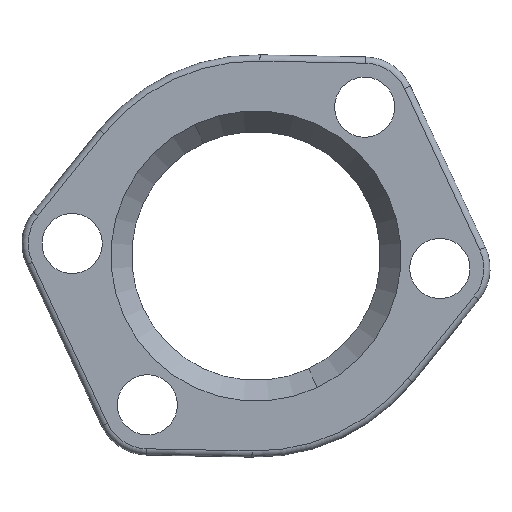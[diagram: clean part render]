
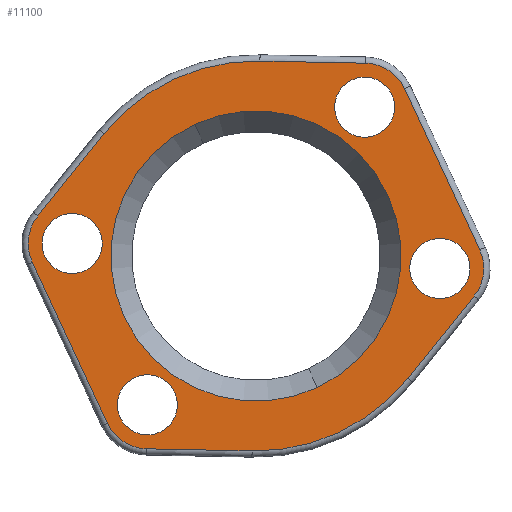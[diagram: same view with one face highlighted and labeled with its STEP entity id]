
A CAD part, front view. The second image highlights one B-rep face of the part: STEP entity #11100.
In plain terms, the highlighted face is planar.
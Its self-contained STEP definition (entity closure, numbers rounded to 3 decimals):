
#4790=CARTESIAN_POINT('',(-28.7,38.9,30.));
#4800=VERTEX_POINT('',#4790);
#4830=CARTESIAN_POINT('',(-21.45,38.9,30.));
#4840=DIRECTION('',(0.,0.,-1.));
#4850=DIRECTION('',(-1.,0.,0.));
#4860=AXIS2_PLACEMENT_3D('',#4830,#4840,#4850);
#4870=CIRCLE('',#4860,7.25);
#4880=CARTESIAN_POINT('',(-14.2,38.9,30.));
#4890=VERTEX_POINT('',#4880);
#4900=EDGE_CURVE('',#4800,#4890,#4870,.T.);
#6840=CARTESIAN_POINT('',(28.7,-38.9,30.));
#6850=VERTEX_POINT('',#6840);
#6880=CARTESIAN_POINT('',(21.45,-38.9,30.));
#6890=DIRECTION('',(0.,0.,-1.));
#6900=DIRECTION('',(-1.,0.,0.));
#6910=AXIS2_PLACEMENT_3D('',#6880,#6890,#6900);
#6920=CIRCLE('',#6910,7.25);
#6930=CARTESIAN_POINT('',(14.2,-38.9,30.));
#6940=VERTEX_POINT('',#6930);
#6950=EDGE_CURVE('',#6850,#6940,#6920,.T.);
#8630=CARTESIAN_POINT('',(0.,-35.,30.));
#8640=VERTEX_POINT('',#8630);
#8760=CARTESIAN_POINT('',(0.,35.,30.));
#8770=VERTEX_POINT('',#8760);
#8800=CARTESIAN_POINT('',(0.,0.,30.));
#8810=DIRECTION('',(0.,0.,-1.));
#8820=DIRECTION('',(0.,1.,0.));
#8830=AXIS2_PLACEMENT_3D('',#8800,#8810,#8820);
#8840=CIRCLE('',#8830,35.);
#8850=EDGE_CURVE('',#8770,#8640,#8840,.T.);
#9420=CARTESIAN_POINT('',(30.965,-43.572,30.));
#9430=VERTEX_POINT('',#9420);
#9520=CARTESIAN_POINT('',(21.45,-49.5,30.));
#9530=VERTEX_POINT('',#9520);
#9560=CARTESIAN_POINT('',(21.45,-38.9,30.));
#9570=DIRECTION('',(0.,0.,1.));
#9580=DIRECTION('',(0.,-1.,0.));
#9590=AXIS2_PLACEMENT_3D('',#9560,#9570,#9580);
#9600=CIRCLE('',#9590,10.6);
#9610=EDGE_CURVE('',#9530,#9430,#9600,.T.);
#9660=CARTESIAN_POINT('',(0.,0.,30.));
#9670=DIRECTION('',(0.,0.,1.));
#9680=DIRECTION('',(1.,0.,0.));
#9690=AXIS2_PLACEMENT_3D('',#9660,#9670,#9680);
#9700=PLANE('',#9690);
#9710=CARTESIAN_POINT('',(21.45,-49.5,30.));
#9720=DIRECTION('',(-1.,0.,0.));
#9730=VECTOR('',#9720,1.);
#9740=LINE('',#9710,#9730);
#9750=CARTESIAN_POINT('',(-21.45,-49.5,30.));
#9760=VERTEX_POINT('',#9750);
#9770=EDGE_CURVE('',#9530,#9760,#9740,.T.);
#9780=ORIENTED_EDGE('',*,*,#9770,.F.);
#9790=CARTESIAN_POINT('',(-21.45,-38.9,30.));
#9800=DIRECTION('',(0.,0.,1.));
#9810=DIRECTION('',(-0.898,-0.441,0.));
#9820=AXIS2_PLACEMENT_3D('',#9790,#9800,#9810);
#9830=CIRCLE('',#9820,10.6);
#9840=CARTESIAN_POINT('',(-30.965,-43.572,30.));
#9850=VERTEX_POINT('',#9840);
#9860=EDGE_CURVE('',#9850,#9760,#9830,.T.);
#9870=ORIENTED_EDGE('',*,*,#9860,.T.);
#9880=CARTESIAN_POINT('',(-42.188,-20.716,30.));
#9890=DIRECTION('',(0.441,-0.898,0.));
#9900=VECTOR('',#9890,1.);
#9910=LINE('',#9880,#9900);
#9920=CARTESIAN_POINT('',(-42.188,-20.716,30.));
#9930=VERTEX_POINT('',#9920);
#9940=EDGE_CURVE('',#9930,#9850,#9910,.T.);
#9950=ORIENTED_EDGE('',*,*,#9940,.T.);
#9960=CARTESIAN_POINT('',(0.,0.,30.));
#9970=DIRECTION('',(0.,0.,1.));
#9980=DIRECTION('',(-0.898,0.441,0.));
#9990=AXIS2_PLACEMENT_3D('',#9960,#9970,#9980);
#10000=CIRCLE('',#9990,47.);
#10010=CARTESIAN_POINT('',(-42.188,20.716,30.));
#10020=VERTEX_POINT('',#10010);
#10030=EDGE_CURVE('',#10020,#9930,#10000,.T.);
#10040=ORIENTED_EDGE('',*,*,#10030,.T.);
#10050=CARTESIAN_POINT('',(-30.965,43.572,30.));
#10060=DIRECTION('',(-0.441,-0.898,0.));
#10070=VECTOR('',#10060,1.);
#10080=LINE('',#10050,#10070);
#10090=CARTESIAN_POINT('',(-30.965,43.572,30.));
#10100=VERTEX_POINT('',#10090);
#10110=EDGE_CURVE('',#10100,#10020,#10080,.T.);
#10120=ORIENTED_EDGE('',*,*,#10110,.T.);
#10130=CARTESIAN_POINT('',(-21.45,38.9,30.));
#10140=DIRECTION('',(0.,0.,1.));
#10150=DIRECTION('',(0.,1.,0.));
#10160=AXIS2_PLACEMENT_3D('',#10130,#10140,#10150);
#10170=CIRCLE('',#10160,10.6);
#10180=CARTESIAN_POINT('',(-21.45,49.5,30.));
#10190=VERTEX_POINT('',#10180);
#10200=EDGE_CURVE('',#10190,#10100,#10170,.T.);
#10210=ORIENTED_EDGE('',*,*,#10200,.T.);
#10220=CARTESIAN_POINT('',(-21.45,49.5,30.));
#10230=DIRECTION('',(1.,0.,0.));
#10240=VECTOR('',#10230,1.);
#10250=LINE('',#10220,#10240);
#10260=CARTESIAN_POINT('',(21.45,49.5,30.));
#10270=VERTEX_POINT('',#10260);
#10280=EDGE_CURVE('',#10190,#10270,#10250,.T.);
#10290=ORIENTED_EDGE('',*,*,#10280,.F.);
#10300=CARTESIAN_POINT('',(21.45,38.9,30.));
#10310=DIRECTION('',(0.,-0.,1.));
#10320=DIRECTION('',(0.898,0.441,0.));
#10330=AXIS2_PLACEMENT_3D('',#10300,#10310,#10320);
#10340=CIRCLE('',#10330,10.6);
#10350=CARTESIAN_POINT('',(30.965,43.572,30.));
#10360=VERTEX_POINT('',#10350);
#10370=EDGE_CURVE('',#10360,#10270,#10340,.T.);
#10380=ORIENTED_EDGE('',*,*,#10370,.T.);
#10390=CARTESIAN_POINT('',(42.188,20.716,30.));
#10400=DIRECTION('',(-0.441,0.898,0.));
#10410=VECTOR('',#10400,1.);
#10420=LINE('',#10390,#10410);
#10430=CARTESIAN_POINT('',(42.188,20.716,30.));
#10440=VERTEX_POINT('',#10430);
#10450=EDGE_CURVE('',#10440,#10360,#10420,.T.);
#10460=ORIENTED_EDGE('',*,*,#10450,.T.);
#10470=CARTESIAN_POINT('',(0.,0.,30.));
#10480=DIRECTION('',(0.,0.,1.));
#10490=DIRECTION('',(0.898,-0.441,0.));
#10500=AXIS2_PLACEMENT_3D('',#10470,#10480,#10490);
#10510=CIRCLE('',#10500,47.);
#10520=CARTESIAN_POINT('',(42.188,-20.716,30.));
#10530=VERTEX_POINT('',#10520);
#10540=EDGE_CURVE('',#10530,#10440,#10510,.T.);
#10550=ORIENTED_EDGE('',*,*,#10540,.T.);
#10560=CARTESIAN_POINT('',(30.965,-43.572,30.));
#10570=DIRECTION('',(0.441,0.898,0.));
#10580=VECTOR('',#10570,1.);
#10590=LINE('',#10560,#10580);
#10600=EDGE_CURVE('',#9430,#10530,#10590,.T.);
#10610=ORIENTED_EDGE('',*,*,#10600,.T.);
#10620=ORIENTED_EDGE('',*,*,#9610,.T.);
#10630=EDGE_LOOP('',(#10620,#10610,#10550,#10460,#10380,#10290,#10210,
#10120,#10040,#9950,#9870,#9780));
#10640=FACE_OUTER_BOUND('',#10630,.T.);
#10650=CARTESIAN_POINT('',(-21.45,-38.9,30.));
#10660=DIRECTION('',(0.,0.,-1.));
#10670=DIRECTION('',(-1.,0.,0.));
#10680=AXIS2_PLACEMENT_3D('',#10650,#10660,#10670);
#10690=CIRCLE('',#10680,7.25);
#10700=CARTESIAN_POINT('',(-14.2,-38.9,30.));
#10710=VERTEX_POINT('',#10700);
#10720=CARTESIAN_POINT('',(-28.7,-38.9,30.));
#10730=VERTEX_POINT('',#10720);
#10740=EDGE_CURVE('',#10710,#10730,#10690,.T.);
#10750=ORIENTED_EDGE('',*,*,#10740,.T.);
#10760=EDGE_CURVE('',#10730,#10710,#10690,.T.);
#10770=ORIENTED_EDGE('',*,*,#10760,.T.);
#10780=EDGE_LOOP('',(#10770,#10750));
#10790=FACE_BOUND('',#10780,.T.);
#10800=EDGE_CURVE('',#6940,#6850,#6920,.T.);
#10810=ORIENTED_EDGE('',*,*,#10800,.T.);
#10820=ORIENTED_EDGE('',*,*,#6950,.T.);
#10830=EDGE_LOOP('',(#10820,#10810));
#10840=FACE_BOUND('',#10830,.T.);
#10850=ORIENTED_EDGE('',*,*,#4900,.T.);
#10860=EDGE_CURVE('',#4890,#4800,#4870,.T.);
#10870=ORIENTED_EDGE('',*,*,#10860,.T.);
#10880=EDGE_LOOP('',(#10870,#10850));
#10890=FACE_BOUND('',#10880,.T.);
#10900=CARTESIAN_POINT('',(21.45,38.9,30.));
#10910=DIRECTION('',(0.,0.,-1.));
#10920=DIRECTION('',(1.,0.,0.));
#10930=AXIS2_PLACEMENT_3D('',#10900,#10910,#10920);
#10940=CIRCLE('',#10930,7.25);
#10950=CARTESIAN_POINT('',(14.2,38.9,30.));
#10960=VERTEX_POINT('',#10950);
#10970=CARTESIAN_POINT('',(28.7,38.9,30.));
#10980=VERTEX_POINT('',#10970);
#10990=EDGE_CURVE('',#10960,#10980,#10940,.T.);
#11000=ORIENTED_EDGE('',*,*,#10990,.T.);
#11010=EDGE_CURVE('',#10980,#10960,#10940,.T.);
#11020=ORIENTED_EDGE('',*,*,#11010,.T.);
#11030=EDGE_LOOP('',(#11020,#11000));
#11040=FACE_BOUND('',#11030,.T.);
#11050=EDGE_CURVE('',#8640,#8770,#8840,.T.);
#11060=ORIENTED_EDGE('',*,*,#11050,.T.);
#11070=ORIENTED_EDGE('',*,*,#8850,.T.);
#11080=EDGE_LOOP('',(#11070,#11060));
#11090=FACE_BOUND('',#11080,.T.);
#11100=ADVANCED_FACE('',(#10640,#10790,#10840,#10890,#11040,#11090),
#9700,.T.);
